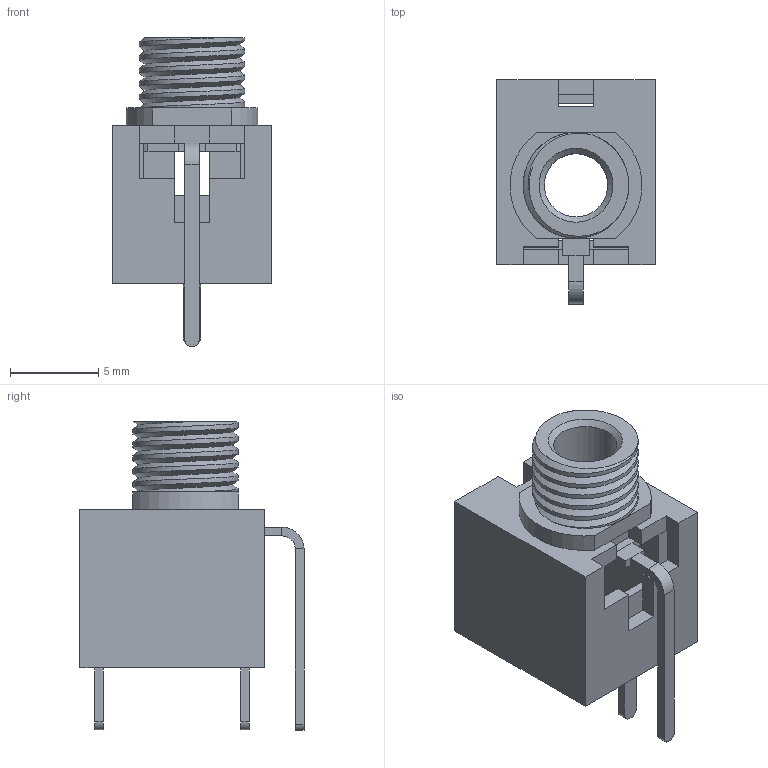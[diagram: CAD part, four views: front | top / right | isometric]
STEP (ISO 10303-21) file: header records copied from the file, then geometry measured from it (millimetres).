
FILE_DESCRIPTION(('FreeCAD Model'),'2;1');
FILE_NAME( 'PJ301M-12.step' ,'2021-03-19T21:47:50',('Author'),(''), 'Open CASCADE STEP processor 7.3','FreeCAD','Unknown');
FILE_SCHEMA(('AUTOMOTIVE_DESIGN { 1 0 10303 214 1 1 1 1 }'));
Length unit declared in the file: millimetre
Products named in the file (5): T; R; Hole; S; Body
Bounding box: 9 x 12.73 x 17.55 mm (x, y, z)
Volume: 478.9 mm3; surface area: 1332.3 mm2
Topology: 5 solids, 5 shells, 135 faces, 341 edges, 213 vertices
Faces by surface type: plane 98, cylinder 24, bspline 12, cone 1
Full cylindrical faces by diameter (mm): 3.6 x3, 6 x5
Entity records: 11973 total; most frequent: CARTESIAN_POINT 5068, DIRECTION 1226, LINE 882, VECTOR 882, ORIENTED_EDGE 682, PCURVE 682, DEFINITIONAL_REPRESENTATION 682, EDGE_CURVE 341
